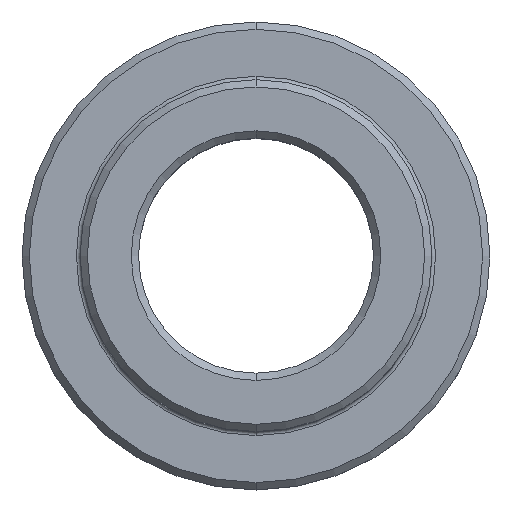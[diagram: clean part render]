
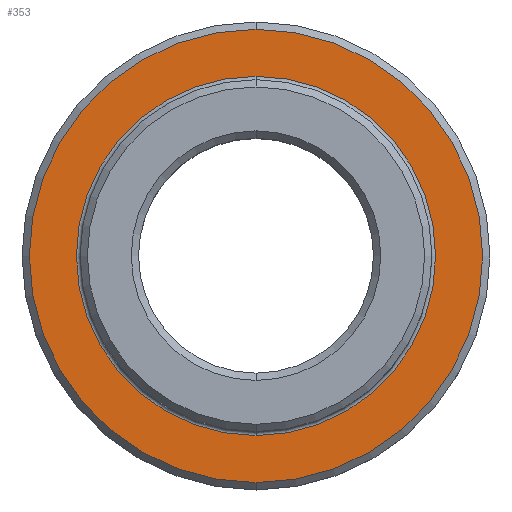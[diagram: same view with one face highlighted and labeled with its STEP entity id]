
A CAD part, top view. The second image highlights one B-rep face of the part: STEP entity #353.
In plain terms, the highlighted planar face has unit normal (0, 0, 1).
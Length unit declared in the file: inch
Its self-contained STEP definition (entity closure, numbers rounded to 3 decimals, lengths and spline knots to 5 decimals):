
#3 = ORIENTED_EDGE ( 'NONE', *, *, #200, .T. ) ;
#18 = CARTESIAN_POINT ( 'NONE',  ( 0., 0., -0.0625 ) ) ;
#25 = DIRECTION ( 'NONE',  ( 0., 0., 1. ) ) ;
#30 = CARTESIAN_POINT ( 'NONE',  ( 0., 0., -0.0625 ) ) ;
#53 = CIRCLE ( 'NONE', #397, 0.24219 ) ;
#76 = AXIS2_PLACEMENT_3D ( 'NONE', #18, #333, #111 ) ;
#87 = CARTESIAN_POINT ( 'NONE',  ( 0., -0.24219, -0.0625 ) ) ;
#88 = DIRECTION ( 'NONE',  ( 0., 0., 1. ) ) ;
#95 = CARTESIAN_POINT ( 'NONE',  ( 0., 0., -0.0625 ) ) ;
#101 = CIRCLE ( 'NONE', #338, 0.24219 ) ;
#111 = DIRECTION ( 'NONE',  ( 0., -1., 0. ) ) ;
#120 = VERTEX_POINT ( 'NONE', #191 ) ;
#143 = EDGE_CURVE ( 'NONE', #482, #471, #584, .T. ) ;
#175 = EDGE_LOOP ( 'NONE', ( #3, #335 ) ) ;
#184 = CARTESIAN_POINT ( 'NONE',  ( 0., 0.19191, -0.0625 ) ) ;
#185 = AXIS2_PLACEMENT_3D ( 'NONE', #95, #503, #321 ) ;
#191 = CARTESIAN_POINT ( 'NONE',  ( 0., 0.24219, -0.0625 ) ) ;
#192 = ORIENTED_EDGE ( 'NONE', *, *, #143, .T. ) ;
#200 = EDGE_CURVE ( 'NONE', #120, #524, #101, .T. ) ;
#223 = CARTESIAN_POINT ( 'NONE',  ( 0., -0.19191, -0.0625 ) ) ;
#247 = AXIS2_PLACEMENT_3D ( 'NONE', #400, #25, #343 ) ;
#298 = DIRECTION ( 'NONE',  ( 0., -1., 0. ) ) ;
#318 = CARTESIAN_POINT ( 'NONE',  ( 0., 0., -0.0625 ) ) ;
#321 = DIRECTION ( 'NONE',  ( 0., -1., 0. ) ) ;
#333 = DIRECTION ( 'NONE',  ( 0., 0., -1. ) ) ;
#335 = ORIENTED_EDGE ( 'NONE', *, *, #505, .T. ) ;
#338 = AXIS2_PLACEMENT_3D ( 'NONE', #30, #448, #298 ) ;
#340 = CIRCLE ( 'NONE', #185, 0.19191 ) ;
#343 = DIRECTION ( 'NONE',  ( 0., -1., 0. ) ) ;
#353 = ADVANCED_FACE ( 'NONE', ( #582, #386 ), #570, .T. ) ;
#386 = FACE_OUTER_BOUND ( 'NONE', #175, .T. ) ;
#397 = AXIS2_PLACEMENT_3D ( 'NONE', #318, #88, #499 ) ;
#400 = CARTESIAN_POINT ( 'NONE',  ( 0., 0.25, -0.0625 ) ) ;
#448 = DIRECTION ( 'NONE',  ( 0., 0., 1. ) ) ;
#471 = VERTEX_POINT ( 'NONE', #223 ) ;
#476 = EDGE_CURVE ( 'NONE', #471, #482, #340, .T. ) ;
#482 = VERTEX_POINT ( 'NONE', #184 ) ;
#499 = DIRECTION ( 'NONE',  ( 0., -1., 0. ) ) ;
#503 = DIRECTION ( 'NONE',  ( 0., 0., -1. ) ) ;
#505 = EDGE_CURVE ( 'NONE', #524, #120, #53, .T. ) ;
#524 = VERTEX_POINT ( 'NONE', #87 ) ;
#550 = EDGE_LOOP ( 'NONE', ( #573, #192 ) ) ;
#570 = PLANE ( 'NONE',  #247 ) ;
#573 = ORIENTED_EDGE ( 'NONE', *, *, #476, .T. ) ;
#582 = FACE_BOUND ( 'NONE', #550, .T. ) ;
#584 = CIRCLE ( 'NONE', #76, 0.19191 ) ;
